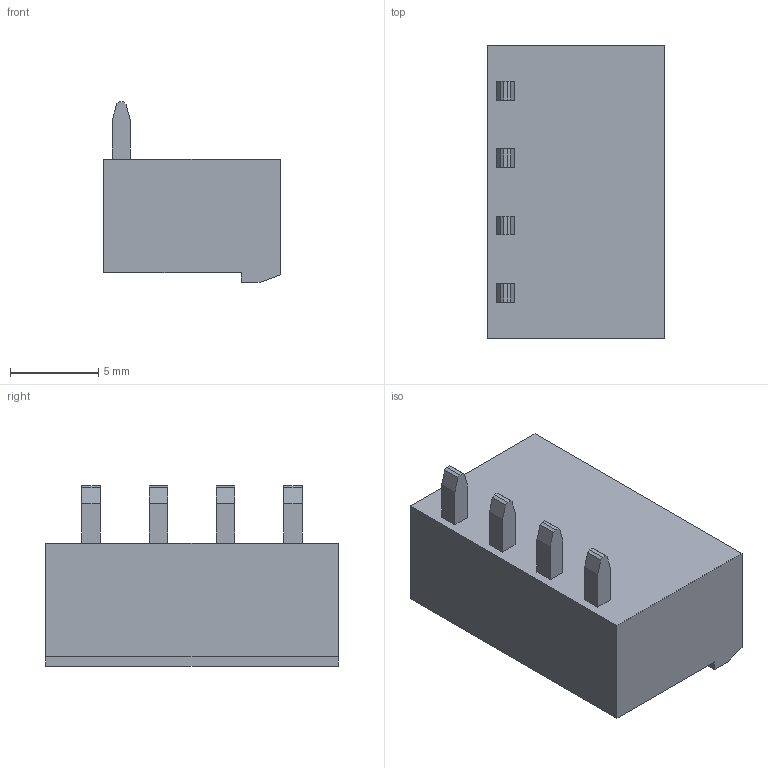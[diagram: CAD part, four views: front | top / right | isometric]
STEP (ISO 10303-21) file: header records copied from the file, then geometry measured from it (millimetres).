
FILE_DESCRIPTION (( 'STEP AP203' ), '1' );
FILE_NAME ('SOKETLI BASKILI DEVRE KLEMENSI - 3.81 MM ERKEK 90- 4LÜ.STEP', '2018-07-30T11:14:34', ( 'user' ), ( '' ), 'SwSTEP 2.0', 'SolidWorks 2016', '' );
FILE_SCHEMA (( 'CONFIG_CONTROL_DESIGN' ));
Length unit declared in the file: millimetre
Products named in the file (1): SOKETLI BASKILI DEVRE KLEMENSI - 3.81 MM ERKEK 90- 4LÜ
Bounding box: 10 x 16.56 x 10.21 mm (x, y, z)
Volume: 509.7 mm3; surface area: 1320.7 mm2
Topology: 1 solids, 1 shells, 193 faces, 537 edges, 358 vertices
Faces by surface type: plane 177, cylinder 16
Entity records: 6168 total; most frequent: CARTESIAN_POINT 1089, ORIENTED_EDGE 1074, DIRECTION 965, EDGE_CURVE 537, VECTOR 497, LINE 497, VERTEX_POINT 358, AXIS2_PLACEMENT_3D 234
